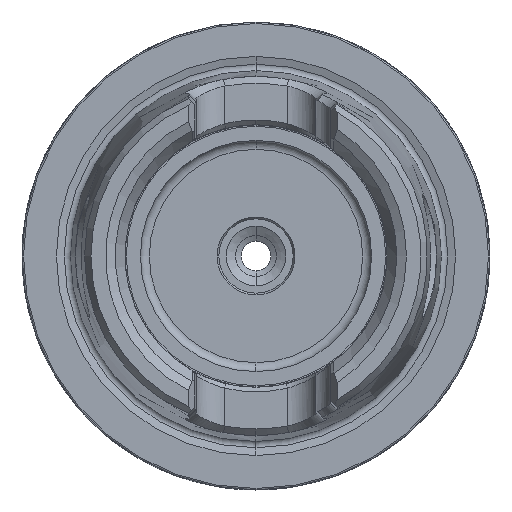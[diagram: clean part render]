
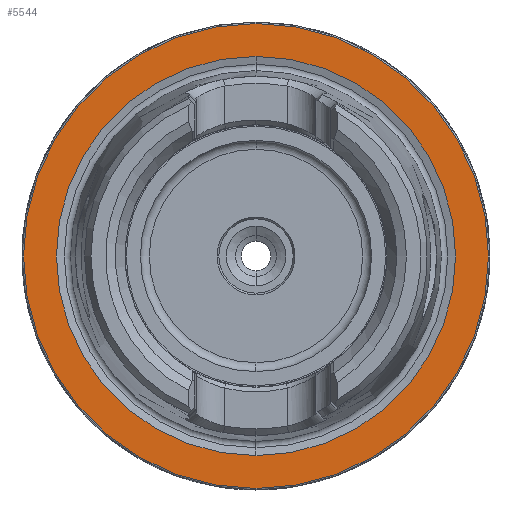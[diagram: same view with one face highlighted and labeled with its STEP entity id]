
A CAD part, left-side view. The second image highlights one B-rep face of the part: STEP entity #5544.
In plain terms, the highlighted planar face has unit normal (-1, 0, 0).
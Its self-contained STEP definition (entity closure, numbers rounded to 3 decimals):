
#78 = CARTESIAN_POINT ( 'NONE',  ( 0., 0., 0. ) ) ;
#138 = EDGE_CURVE ( 'NONE', #2701, #3720, #9059, .T. ) ;
#311 = DIRECTION ( 'NONE',  ( 0., 0., 1. ) ) ;
#627 = VERTEX_POINT ( 'NONE', #7876 ) ;
#950 = AXIS2_PLACEMENT_3D ( 'NONE', #8084, #8101, #8158 ) ;
#1001 = AXIS2_PLACEMENT_3D ( 'NONE', #1642, #7301, #311 ) ;
#1136 = CIRCLE ( 'NONE', #5815, 26.85 ) ;
#1392 = DIRECTION ( 'NONE',  ( -1., 0., 0. ) ) ;
#1642 = CARTESIAN_POINT ( 'NONE',  ( 0., 0., 0. ) ) ;
#1812 = CARTESIAN_POINT ( 'NONE',  ( 0., 0., 26.85 ) ) ;
#2041 = CARTESIAN_POINT ( 'NONE',  ( 0., 0., 31.275 ) ) ;
#2151 = EDGE_CURVE ( 'NONE', #627, #5957, #4161, .T. ) ;
#2701 = VERTEX_POINT ( 'NONE', #5389 ) ;
#2738 = PLANE ( 'NONE',  #4138 ) ;
#2789 = EDGE_LOOP ( 'NONE', ( #6995, #3219 ) ) ;
#2953 = EDGE_CURVE ( 'NONE', #3720, #2701, #5032, .T. ) ;
#3130 = DIRECTION ( 'NONE',  ( 0., 0., 1. ) ) ;
#3211 = DIRECTION ( 'NONE',  ( 0., 0., -1. ) ) ;
#3219 = ORIENTED_EDGE ( 'NONE', *, *, #2151, .F. ) ;
#3251 = ORIENTED_EDGE ( 'NONE', *, *, #2953, .T. ) ;
#3720 = VERTEX_POINT ( 'NONE', #2041 ) ;
#4138 = AXIS2_PLACEMENT_3D ( 'NONE', #4172, #4812, #3211 ) ;
#4161 = CIRCLE ( 'NONE', #5934, 26.85 ) ;
#4172 = CARTESIAN_POINT ( 'NONE',  ( 0., 31.275, 0. ) ) ;
#4812 = DIRECTION ( 'NONE',  ( 1., 0., 0. ) ) ;
#5032 = CIRCLE ( 'NONE', #1001, 31.275 ) ;
#5389 = CARTESIAN_POINT ( 'NONE',  ( 0., 0., -31.275 ) ) ;
#5544 = ADVANCED_FACE ( 'NONE', ( #8610, #8623 ), #2738, .F. ) ;
#5633 = ORIENTED_EDGE ( 'NONE', *, *, #138, .T. ) ;
#5815 = AXIS2_PLACEMENT_3D ( 'NONE', #78, #1392, #3130 ) ;
#5934 = AXIS2_PLACEMENT_3D ( 'NONE', #8169, #9184, #9176 ) ;
#5957 = VERTEX_POINT ( 'NONE', #1812 ) ;
#6082 = EDGE_CURVE ( 'NONE', #5957, #627, #1136, .T. ) ;
#6995 = ORIENTED_EDGE ( 'NONE', *, *, #6082, .F. ) ;
#7301 = DIRECTION ( 'NONE',  ( -1., 0., 0. ) ) ;
#7876 = CARTESIAN_POINT ( 'NONE',  ( 0., 0., -26.85 ) ) ;
#8084 = CARTESIAN_POINT ( 'NONE',  ( 0., 0., 0. ) ) ;
#8101 = DIRECTION ( 'NONE',  ( -1., 0., 0. ) ) ;
#8158 = DIRECTION ( 'NONE',  ( 0., 0., 1. ) ) ;
#8169 = CARTESIAN_POINT ( 'NONE',  ( 0., 0., 0. ) ) ;
#8610 = FACE_BOUND ( 'NONE', #2789, .T. ) ;
#8612 = EDGE_LOOP ( 'NONE', ( #3251, #5633 ) ) ;
#8623 = FACE_OUTER_BOUND ( 'NONE', #8612, .T. ) ;
#9059 = CIRCLE ( 'NONE', #950, 31.275 ) ;
#9176 = DIRECTION ( 'NONE',  ( 0., 0., 1. ) ) ;
#9184 = DIRECTION ( 'NONE',  ( -1., 0., 0. ) ) ;
